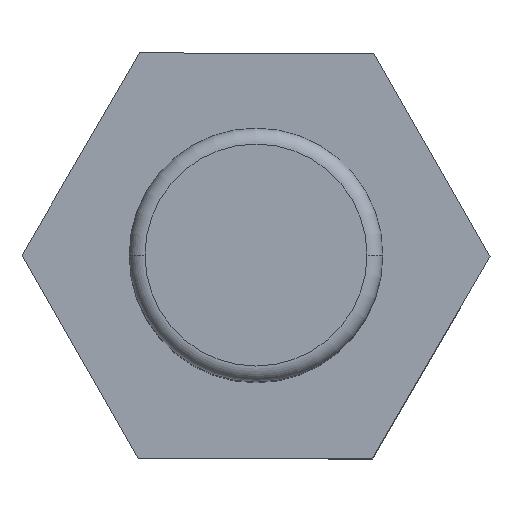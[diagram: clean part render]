
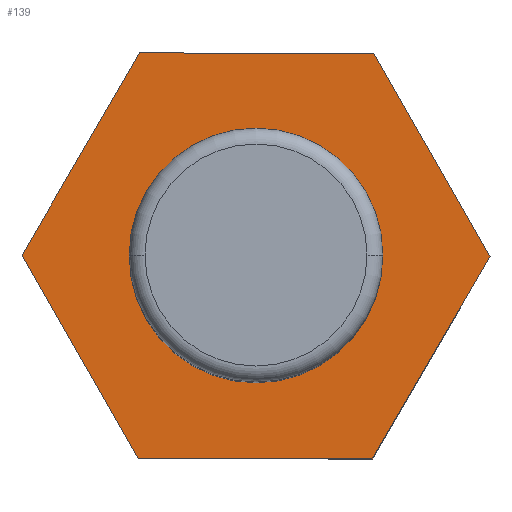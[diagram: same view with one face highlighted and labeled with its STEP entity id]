
A CAD part, top view. The second image highlights one B-rep face of the part: STEP entity #139.
In plain terms, the highlighted planar face has unit normal (0, 0, 1).
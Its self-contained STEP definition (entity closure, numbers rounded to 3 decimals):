
#1 = EDGE_CURVE ( 'NONE', #280, #407, #74, .T. ) ;
#10 = ORIENTED_EDGE ( 'NONE', *, *, #260, .T. ) ;
#18 = EDGE_LOOP ( 'NONE', ( #104, #136 ) ) ;
#24 = CARTESIAN_POINT ( 'NONE',  ( 4., 0., 2.95 ) ) ;
#27 = CARTESIAN_POINT ( 'NONE',  ( 3.713, 6.376, 2.95 ) ) ;
#40 = VERTEX_POINT ( 'NONE', #256 ) ;
#41 = ORIENTED_EDGE ( 'NONE', *, *, #185, .T. ) ;
#44 = EDGE_LOOP ( 'NONE', ( #335, #309, #10, #45, #41, #70 ) ) ;
#45 = ORIENTED_EDGE ( 'NONE', *, *, #1, .T. ) ;
#56 = CARTESIAN_POINT ( 'NONE',  ( 3.666, -6.404, 2.95 ) ) ;
#58 = DIRECTION ( 'NONE',  ( 1., 0., 0. ) ) ;
#65 = AXIS2_PLACEMENT_3D ( 'NONE', #221, #187, #58 ) ;
#68 = CARTESIAN_POINT ( 'NONE',  ( -3.713, -6.376, 2.95 ) ) ;
#70 = ORIENTED_EDGE ( 'NONE', *, *, #318, .T. ) ;
#73 = LINE ( 'NONE', #302, #399 ) ;
#74 = LINE ( 'NONE', #162, #364 ) ;
#104 = ORIENTED_EDGE ( 'NONE', *, *, #215, .F. ) ;
#105 = VERTEX_POINT ( 'NONE', #24 ) ;
#106 = CARTESIAN_POINT ( 'NONE',  ( -7.378, 0.027, 2.95 ) ) ;
#109 = VERTEX_POINT ( 'NONE', #149 ) ;
#112 = DIRECTION ( 'NONE',  ( 1., -0.004, 0. ) ) ;
#116 = EDGE_CURVE ( 'NONE', #105, #109, #288, .T. ) ;
#119 = DIRECTION ( 'NONE',  ( 0.503, 0.864, 0. ) ) ;
#121 = VECTOR ( 'NONE', #156, 1000. ) ;
#123 = LINE ( 'NONE', #356, #121 ) ;
#130 = LINE ( 'NONE', #202, #227 ) ;
#136 = ORIENTED_EDGE ( 'NONE', *, *, #116, .F. ) ;
#139 = ADVANCED_FACE ( 'NONE', ( #390, #293 ), #324, .T. ) ;
#149 = CARTESIAN_POINT ( 'NONE',  ( -4., 0., 2.95 ) ) ;
#156 = DIRECTION ( 'NONE',  ( -0.497, 0.868, 0. ) ) ;
#157 = EDGE_CURVE ( 'NONE', #190, #167, #123, .T. ) ;
#162 = CARTESIAN_POINT ( 'NONE',  ( -7.378, 0.027, 2.95 ) ) ;
#167 = VERTEX_POINT ( 'NONE', #27 ) ;
#175 = CIRCLE ( 'NONE', #360, 4. ) ;
#185 = EDGE_CURVE ( 'NONE', #407, #200, #130, .T. ) ;
#187 = DIRECTION ( 'NONE',  ( 0., 0., 1. ) ) ;
#190 = VERTEX_POINT ( 'NONE', #369 ) ;
#200 = VERTEX_POINT ( 'NONE', #400 ) ;
#202 = CARTESIAN_POINT ( 'NONE',  ( -3.713, -6.376, 2.95 ) ) ;
#209 = CARTESIAN_POINT ( 'NONE',  ( 3.713, 6.376, 2.95 ) ) ;
#210 = CARTESIAN_POINT ( 'NONE',  ( 0., 0., 2.95 ) ) ;
#215 = EDGE_CURVE ( 'NONE', #109, #105, #175, .T. ) ;
#221 = CARTESIAN_POINT ( 'NONE',  ( 0., 0., 2.95 ) ) ;
#227 = VECTOR ( 'NONE', #112, 1000. ) ;
#228 = LINE ( 'NONE', #209, #264 ) ;
#252 = LINE ( 'NONE', #56, #388 ) ;
#256 = CARTESIAN_POINT ( 'NONE',  ( -3.666, 6.404, 2.95 ) ) ;
#260 = EDGE_CURVE ( 'NONE', #40, #280, #73, .T. ) ;
#264 = VECTOR ( 'NONE', #306, 1000. ) ;
#279 = DIRECTION ( 'NONE',  ( -0.503, -0.864, 0. ) ) ;
#280 = VERTEX_POINT ( 'NONE', #106 ) ;
#287 = DIRECTION ( 'NONE',  ( 0., 0., 1. ) ) ;
#288 = CIRCLE ( 'NONE', #312, 4. ) ;
#293 = FACE_OUTER_BOUND ( 'NONE', #44, .T. ) ;
#302 = CARTESIAN_POINT ( 'NONE',  ( -3.666, 6.404, 2.95 ) ) ;
#306 = DIRECTION ( 'NONE',  ( -1., 0.004, 0. ) ) ;
#309 = ORIENTED_EDGE ( 'NONE', *, *, #410, .T. ) ;
#311 = DIRECTION ( 'NONE',  ( 1., 0., 0. ) ) ;
#312 = AXIS2_PLACEMENT_3D ( 'NONE', #323, #287, #354 ) ;
#318 = EDGE_CURVE ( 'NONE', #200, #190, #252, .T. ) ;
#323 = CARTESIAN_POINT ( 'NONE',  ( 0., 0., 2.95 ) ) ;
#324 = PLANE ( 'NONE',  #65 ) ;
#335 = ORIENTED_EDGE ( 'NONE', *, *, #157, .T. ) ;
#339 = DIRECTION ( 'NONE',  ( 0.497, -0.868, 0. ) ) ;
#347 = DIRECTION ( 'NONE',  ( 0., 0., 1. ) ) ;
#354 = DIRECTION ( 'NONE',  ( 1., 0., 0. ) ) ;
#356 = CARTESIAN_POINT ( 'NONE',  ( 7.378, -0.027, 2.95 ) ) ;
#360 = AXIS2_PLACEMENT_3D ( 'NONE', #210, #347, #311 ) ;
#364 = VECTOR ( 'NONE', #339, 1000. ) ;
#369 = CARTESIAN_POINT ( 'NONE',  ( 7.378, -0.027, 2.95 ) ) ;
#388 = VECTOR ( 'NONE', #119, 1000. ) ;
#390 = FACE_BOUND ( 'NONE', #18, .T. ) ;
#399 = VECTOR ( 'NONE', #279, 1000. ) ;
#400 = CARTESIAN_POINT ( 'NONE',  ( 3.666, -6.404, 2.95 ) ) ;
#407 = VERTEX_POINT ( 'NONE', #68 ) ;
#410 = EDGE_CURVE ( 'NONE', #167, #40, #228, .T. ) ;
